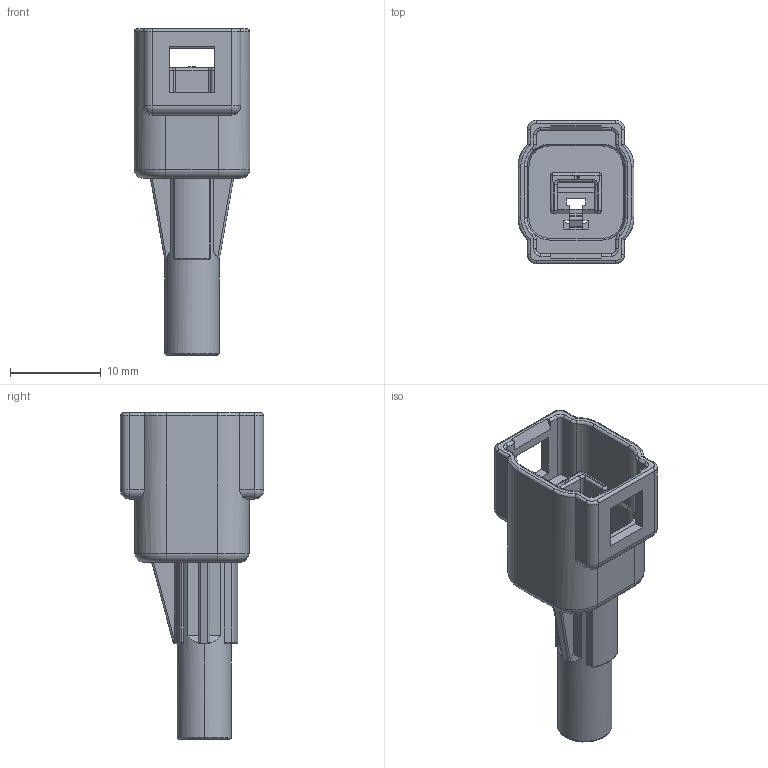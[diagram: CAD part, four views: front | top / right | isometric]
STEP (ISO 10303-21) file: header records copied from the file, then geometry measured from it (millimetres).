
FILE_DESCRIPTION (( 'STEP AP214' ), '1' );
FILE_NAME ('572-001-000-100.STEP', '2020-07-30T15:13:06', ( '' ), ( '' ), 'SwSTEP 2.0', 'SolidWorks 2020', '' );
FILE_SCHEMA (( 'AUTOMOTIVE_DESIGN' ));
Length unit declared in the file: millimetre
Products named in the file (1): 572-001-000-100
Bounding box: 12.8 x 15.8 x 36 mm (x, y, z)
Volume: 1414 mm3; surface area: 2754.4 mm2
Topology: 1 solids, 1 shells, 307 faces, 785 edges, 475 vertices
Faces by surface type: plane 143, cylinder 95, torus 38, sphere 16, bspline 8, cone 7
Entity records: 9442 total; most frequent: CARTESIAN_POINT 2031, DIRECTION 1557, ORIENTED_EDGE 1552, EDGE_CURVE 776, AXIS2_PLACEMENT_3D 552, VERTEX_POINT 474, LINE 453, VECTOR 453
